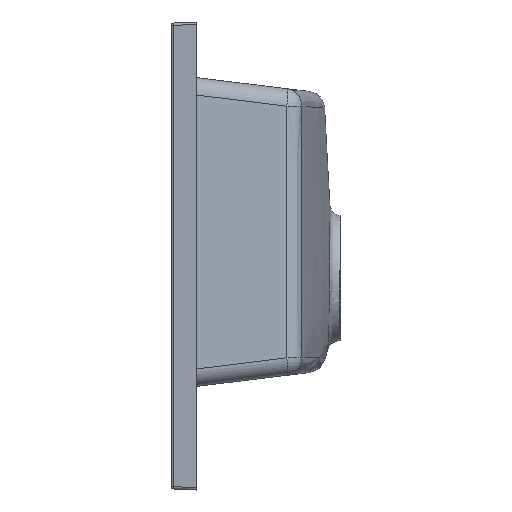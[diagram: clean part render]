
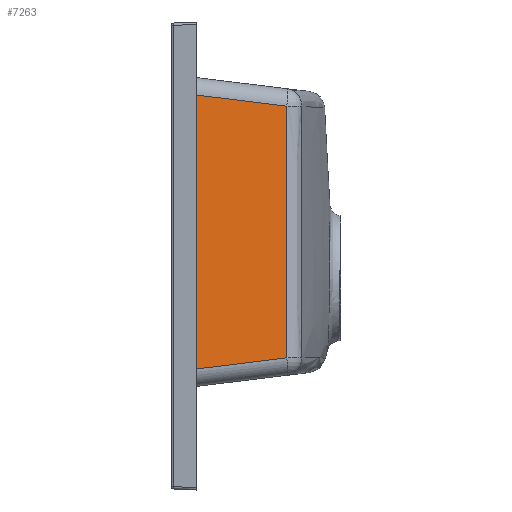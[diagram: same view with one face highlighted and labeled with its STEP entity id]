
A CAD part, left-side view. The second image highlights one B-rep face of the part: STEP entity #7263.
In plain terms, the highlighted planar face has unit normal (-0.993, -0.122, 0).
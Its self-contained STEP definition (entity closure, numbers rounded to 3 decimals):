
#120 = EDGE_LOOP ( 'NONE', ( #3431, #4204, #5253, #1007 ) ) ;
#125 = LINE ( 'NONE', #6333, #3041 ) ;
#289 = CARTESIAN_POINT ( 'NONE',  ( -200.178, -15.391, -97.29 ) ) ;
#971 = DIRECTION ( 'NONE',  ( -0.993, -0.122, 0. ) ) ;
#1007 = ORIENTED_EDGE ( 'NONE', *, *, #6023, .T. ) ;
#1140 = LINE ( 'NONE', #3391, #5059 ) ;
#1174 = CARTESIAN_POINT ( 'NONE',  ( -189.931, -98.845, -15.352 ) ) ;
#1180 = VERTEX_POINT ( 'NONE', #2304 ) ;
#1217 = CARTESIAN_POINT ( 'NONE',  ( -202.02, -0.387, 140.132 ) ) ;
#1625 = CARTESIAN_POINT ( 'NONE',  ( -201.933, -1.097, 146. ) ) ;
#1631 = EDGE_CURVE ( 'NONE', #4787, #5190, #4096, .T. ) ;
#2210 = PLANE ( 'NONE',  #5311 ) ;
#2235 = EDGE_CURVE ( 'NONE', #5190, #3943, #125, .T. ) ;
#2304 = CARTESIAN_POINT ( 'NONE',  ( -189.944, -98.735, -87.056 ) ) ;
#2308 = CARTESIAN_POINT ( 'NONE',  ( -189.944, -98.741, 110.132 ) ) ;
#2344 = EDGE_CURVE ( 'NONE', #3943, #1180, #1140, .T. ) ;
#2757 = VECTOR ( 'NONE', #6597, 1000. ) ;
#2891 = CARTESIAN_POINT ( 'NONE',  ( -200.178, -15.391, 138.29 ) ) ;
#2912 = CARTESIAN_POINT ( 'NONE',  ( -189.946, -98.723, 128.058 ) ) ;
#3041 = VECTOR ( 'NONE', #7648, 1000. ) ;
#3391 = CARTESIAN_POINT ( 'NONE',  ( -198.347, -30.304, -95.459 ) ) ;
#3431 = ORIENTED_EDGE ( 'NONE', *, *, #1631, .T. ) ;
#3434 = DIRECTION ( 'NONE',  ( 0.122, -0.993, 0. ) ) ;
#3943 = VERTEX_POINT ( 'NONE', #289 ) ;
#4096 = LINE ( 'NONE', #1217, #2757 ) ;
#4204 = ORIENTED_EDGE ( 'NONE', *, *, #2235, .T. ) ;
#4629 = DIRECTION ( 'NONE',  ( 0.121, -0.985, 0.121 ) ) ;
#4787 = VERTEX_POINT ( 'NONE', #7600 ) ;
#5059 = VECTOR ( 'NONE', #4629, 1000. ) ;
#5190 = VERTEX_POINT ( 'NONE', #2891 ) ;
#5247 = CARTESIAN_POINT ( 'NONE',  ( -189.937, -98.795, 56.353 ) ) ;
#5253 = ORIENTED_EDGE ( 'NONE', *, *, #2344, .T. ) ;
#5311 = AXIS2_PLACEMENT_3D ( 'NONE', #1625, #971, #3434 ) ;
#6023 = EDGE_CURVE ( 'NONE', #1180, #4787, #6218, .T. ) ;
#6218 = B_SPLINE_CURVE_WITH_KNOTS ( 'NONE', 3,
 ( #6673, #7205, #1174, #6588, #5247, #6613, #2308, #2912 ),
 .UNSPECIFIED., .F., .F.,
 ( 4, 2, 2, 4 ),
 ( 0., 0.108, 0.161, 0.215 ),
 .UNSPECIFIED. ) ;
#6333 = CARTESIAN_POINT ( 'NONE',  ( -200.178, -15.391, -97.829 ) ) ;
#6588 = CARTESIAN_POINT ( 'NONE',  ( -189.935, -98.812, 38.427 ) ) ;
#6597 = DIRECTION ( 'NONE',  ( -0.121, 0.985, 0.121 ) ) ;
#6613 = CARTESIAN_POINT ( 'NONE',  ( -189.941, -98.759, 92.205 ) ) ;
#6673 = CARTESIAN_POINT ( 'NONE',  ( -189.944, -98.735, -87.056 ) ) ;
#7000 = FACE_OUTER_BOUND ( 'NONE', #120, .T. ) ;
#7205 = CARTESIAN_POINT ( 'NONE',  ( -189.932, -98.84, -51.204 ) ) ;
#7263 = ADVANCED_FACE ( 'NONE', ( #7000 ), #2210, .T. ) ;
#7600 = CARTESIAN_POINT ( 'NONE',  ( -189.946, -98.723, 128.058 ) ) ;
#7648 = DIRECTION ( 'NONE',  ( 0., 0., -1. ) ) ;
